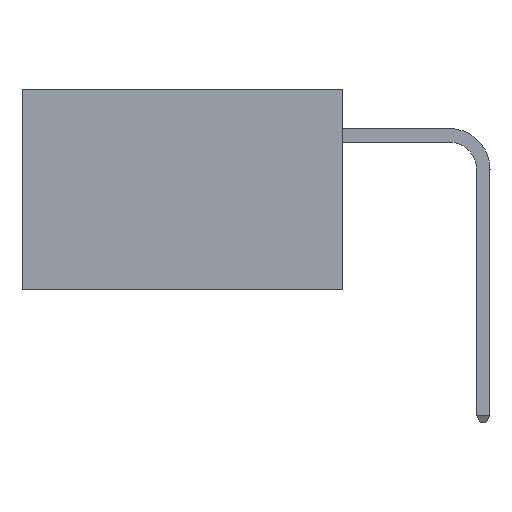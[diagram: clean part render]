
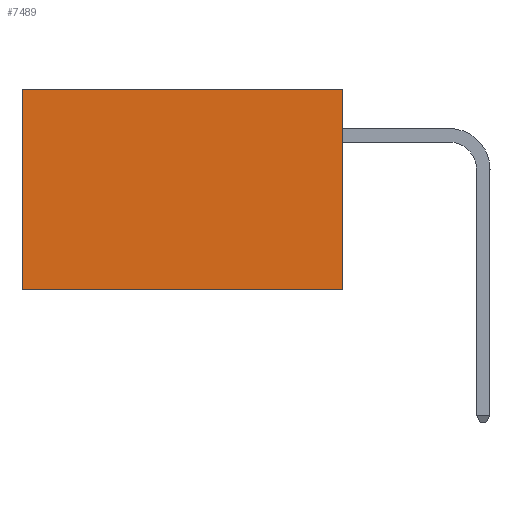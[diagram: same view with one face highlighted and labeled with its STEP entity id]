
A CAD part, left-side view. The second image highlights one B-rep face of the part: STEP entity #7489.
In plain terms, the highlighted planar face has unit normal (-1, 0, 0).
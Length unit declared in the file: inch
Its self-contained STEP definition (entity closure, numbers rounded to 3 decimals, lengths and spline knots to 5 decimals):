
#992 = DIRECTION ( 'NONE',  ( 0., 0., -1. ) ) ;
#1088 = CARTESIAN_POINT ( 'NONE',  ( 0.277, 0., -0.37 ) ) ;
#1455 = EDGE_CURVE ( 'NONE', #17012, #14724, #2432, .T. ) ;
#2208 = CARTESIAN_POINT ( 'NONE',  ( 0.277, 0., 0. ) ) ;
#2298 = EDGE_LOOP ( 'NONE', ( #12698, #4398, #4497, #3949 ) ) ;
#2432 = LINE ( 'NONE', #24738, #7085 ) ;
#2988 = DIRECTION ( 'NONE',  ( 0., 1., 0. ) ) ;
#3514 = CARTESIAN_POINT ( 'NONE',  ( 0.277, 0., -0.37 ) ) ;
#3949 = ORIENTED_EDGE ( 'NONE', *, *, #1455, .T. ) ;
#4097 = CARTESIAN_POINT ( 'NONE',  ( 0.277, 0.59, 0. ) ) ;
#4398 = ORIENTED_EDGE ( 'NONE', *, *, #5860, .F. ) ;
#4497 = ORIENTED_EDGE ( 'NONE', *, *, #9372, .F. ) ;
#5860 = EDGE_CURVE ( 'NONE', #9270, #20082, #16018, .T. ) ;
#7085 = VECTOR ( 'NONE', #2988, 39.37008 ) ;
#7161 = VECTOR ( 'NONE', #19826, 39.37008 ) ;
#7489 = ADVANCED_FACE ( 'NONE', ( #13219 ), #20911, .F. ) ;
#8279 = VECTOR ( 'NONE', #992, 39.37008 ) ;
#9270 = VERTEX_POINT ( 'NONE', #3514 ) ;
#9372 = EDGE_CURVE ( 'NONE', #17012, #9270, #13412, .T. ) ;
#11351 = EDGE_CURVE ( 'NONE', #14724, #20082, #22385, .T. ) ;
#12698 = ORIENTED_EDGE ( 'NONE', *, *, #11351, .T. ) ;
#13219 = FACE_OUTER_BOUND ( 'NONE', #2298, .T. ) ;
#13412 = LINE ( 'NONE', #1088, #8279 ) ;
#14724 = VERTEX_POINT ( 'NONE', #4097 ) ;
#15607 = CARTESIAN_POINT ( 'NONE',  ( 0.277, 0.59, -0.37 ) ) ;
#16018 = LINE ( 'NONE', #17033, #22162 ) ;
#17012 = VERTEX_POINT ( 'NONE', #2208 ) ;
#17028 = DIRECTION ( 'NONE',  ( 0., 1., 0. ) ) ;
#17033 = CARTESIAN_POINT ( 'NONE',  ( 0.277, 0., -0.37 ) ) ;
#17662 = AXIS2_PLACEMENT_3D ( 'NONE', #20563, #20527, #20472 ) ;
#19826 = DIRECTION ( 'NONE',  ( 0., 0., -1. ) ) ;
#20082 = VERTEX_POINT ( 'NONE', #15607 ) ;
#20472 = DIRECTION ( 'NONE',  ( 0., 0., -1. ) ) ;
#20527 = DIRECTION ( 'NONE',  ( 1., 0., 0. ) ) ;
#20563 = CARTESIAN_POINT ( 'NONE',  ( 0.277, 0., -0.37 ) ) ;
#20576 = CARTESIAN_POINT ( 'NONE',  ( 0.277, 0.59, -0.37 ) ) ;
#20911 = PLANE ( 'NONE',  #17662 ) ;
#22162 = VECTOR ( 'NONE', #17028, 39.37008 ) ;
#22385 = LINE ( 'NONE', #20576, #7161 ) ;
#24738 = CARTESIAN_POINT ( 'NONE',  ( 0.277, 0., 0. ) ) ;
